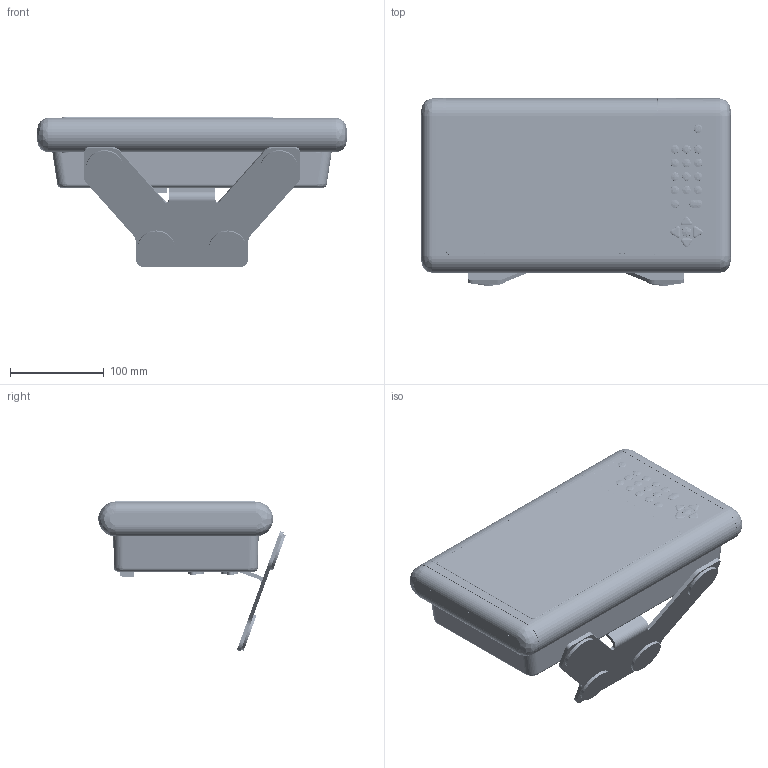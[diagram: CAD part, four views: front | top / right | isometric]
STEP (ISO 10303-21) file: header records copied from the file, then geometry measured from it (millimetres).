
FILE_DESCRIPTION((''),'2;1');
FILE_NAME('COMPOSANTS_VISIBLES_SW0001','2017-03-23T',('fst'),('Sylvac SA'),'CREO PARAMETRIC BY PTC INC, 2014500','CREO PARAMETRIC BY PTC INC, 2014500','');
FILE_SCHEMA(('CONFIG_CONTROL_DESIGN'));
Products named in the file (1): COMPOSANTS_VISIBLES_SW0001
Bounding box: 329.5 x 199.66 x 160.87 mm (x, y, z)
Surface area: 829370.3 mm2 (no closed solid volume)
Topology: 0 solids, 393 shells, 5092 faces, 16474 edges, 11709 vertices
Faces by surface type: plane 3181, cylinder 1201, cone 272, sphere 211, torus 142, bspline 85
Entity records: 187277 total; most frequent: CARTESIAN_POINT 43415, DIRECTION 30061, ORIENTED_EDGE 27118, EDGE_CURVE 16441, VERTEX_POINT 11708, VECTOR 10085, LINE 10085, AXIS2_PLACEMENT_3D 9988
